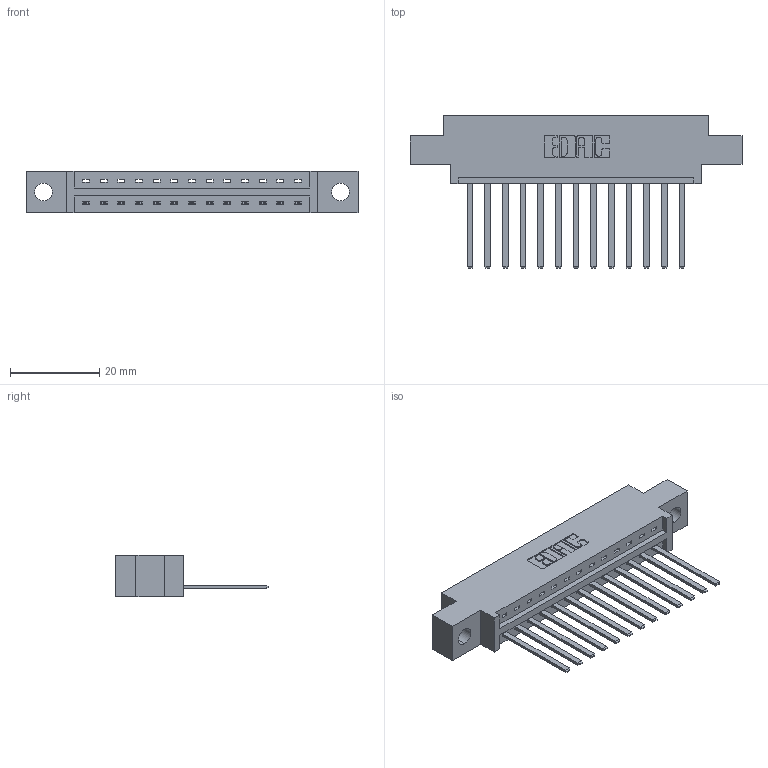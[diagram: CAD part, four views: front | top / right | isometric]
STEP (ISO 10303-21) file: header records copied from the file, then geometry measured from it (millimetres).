
FILE_DESCRIPTION (( 'STEP AP203' ), '1' );
FILE_NAME ('387-013-544-604.STEP', '2018-09-11T00:48:02', ( '' ), ( '' ), 'SwSTEP 2.0', 'SolidWorks 2016', '' );
FILE_SCHEMA (( 'CONFIG_CONTROL_DESIGN' ));
Length unit declared in the file: inch
Products named in the file (3): 337 Part_0.170 Offset - 0.156 Dia-TH; 345-292-001_345-293-144; 387-013-544-604
Assembly tree (14 placements, depth 2):
  387-013-544-604
    337 Part_0.170 Offset - 0.156 Dia-TH
    345-292-001_345-293-144  x13
Bounding box: 74.52 x 34.3 x 9.4 mm (x, y, z)
Volume: 7327.8 mm3; surface area: 7798.2 mm2
Topology: 14 solids, 14 shells, 846 faces, 2533 edges, 1670 vertices
Faces by surface type: plane 620, cylinder 226
Entity records: 13365 total; most frequent: CARTESIAN_POINT 2333, ORIENTED_EDGE 2282, DIRECTION 2019, EDGE_CURVE 1141, VECTOR 1017, LINE 1017, VERTEX_POINT 758, AXIS2_PLACEMENT_3D 501
